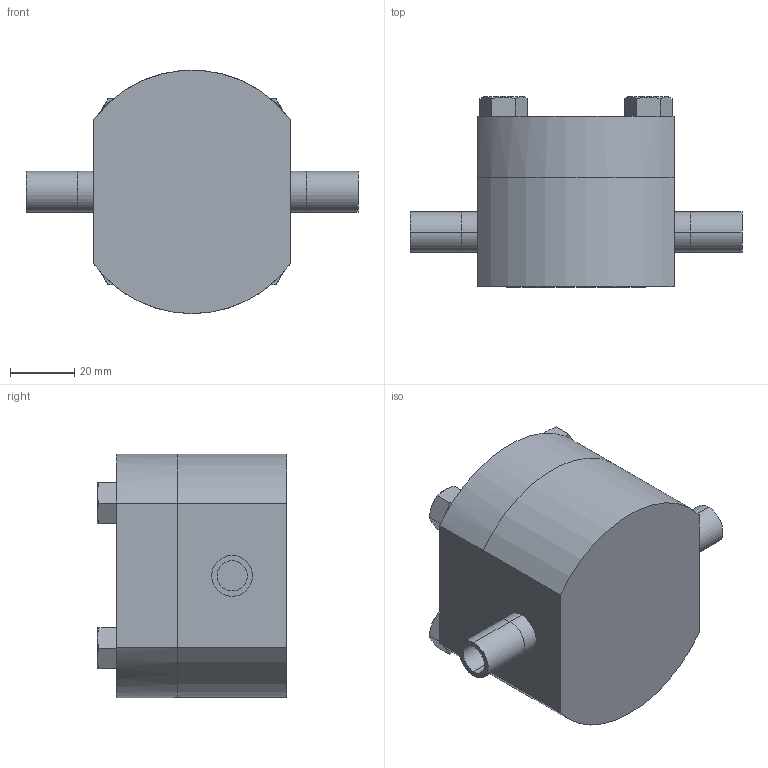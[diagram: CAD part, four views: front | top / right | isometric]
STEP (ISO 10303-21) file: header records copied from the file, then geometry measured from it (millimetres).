
FILE_DESCRIPTION (( 'STEP AP203' ), '1' );
FILE_NAME ('SHC-050-TE.STEP', '2017-06-08T12:06:30', ( '' ), ( '' ), 'SwSTEP 2.0', 'SolidWorks 2014', '' );
FILE_SCHEMA (( 'CONFIG_CONTROL_DESIGN' ));
Length unit declared in the file: inch
Products named in the file (2): SHC-050-TE
Bounding box: 103.17 x 58.95 x 75.58 mm (x, y, z)
Volume: 221141 mm3; surface area: 24044.6 mm2
Topology: 1 solids, 1 shells, 84 faces, 193 edges, 115 vertices
Faces by surface type: plane 42, cone 24, cylinder 18
Entity records: 2663 total; most frequent: CARTESIAN_POINT 666, ORIENTED_EDGE 386, DIRECTION 378, EDGE_CURVE 193, AXIS2_PLACEMENT_3D 147, VERTEX_POINT 115, EDGE_LOOP 88, FACE_OUTER_BOUND 84
